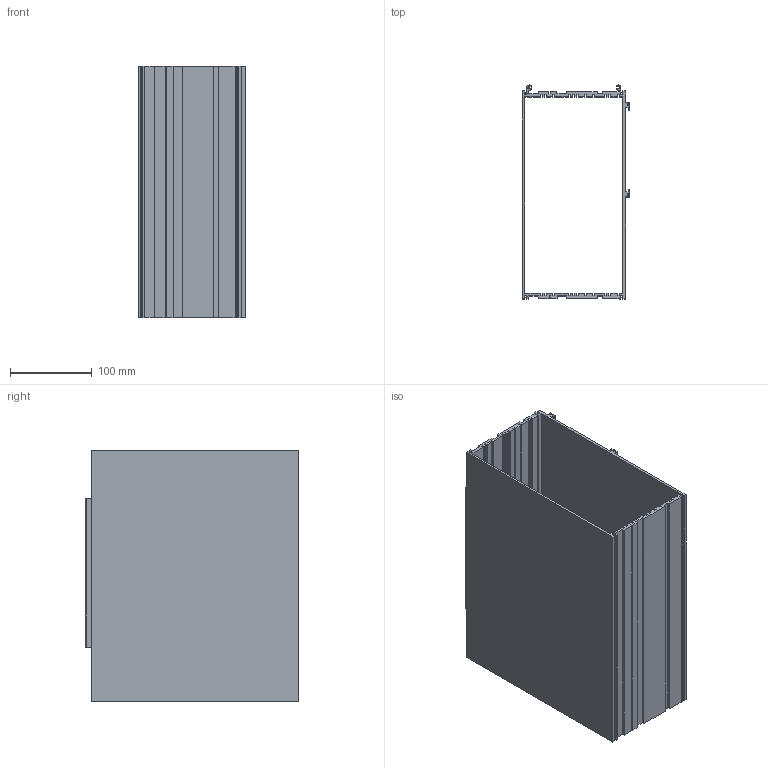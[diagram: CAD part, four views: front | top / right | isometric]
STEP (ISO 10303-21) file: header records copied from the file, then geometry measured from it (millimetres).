
FILE_DESCRIPTION (( 'STEP AP203' ), '1' );
FILE_NAME ('S19J-Pro-extrududed-aluminum-enclosure.STEP', '2024-11-15T21:38:01', ( '' ), ( '' ), 'SwSTEP 2.0', 'SolidWorks 2023', '' );
FILE_SCHEMA (( 'CONFIG_CONTROL_DESIGN' ));
Length unit declared in the file: millimetre
Products named in the file (1): S19J-Pro-extrududed-aluminum-enclosure
Bounding box: 132.35 x 262.17 x 308 mm (x, y, z)
Volume: 858095.6 mm3; surface area: 534265.6 mm2
Topology: 1 solids, 1 shells, 234 faces, 695 edges, 462 vertices
Faces by surface type: plane 211, cylinder 23
Entity records: 7794 total; most frequent: CARTESIAN_POINT 1392, ORIENTED_EDGE 1390, DIRECTION 1211, EDGE_CURVE 695, LINE 649, VECTOR 649, VERTEX_POINT 462, AXIS2_PLACEMENT_3D 281
